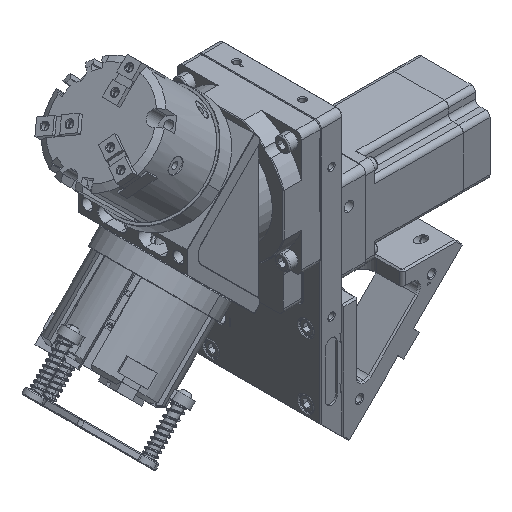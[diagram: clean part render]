
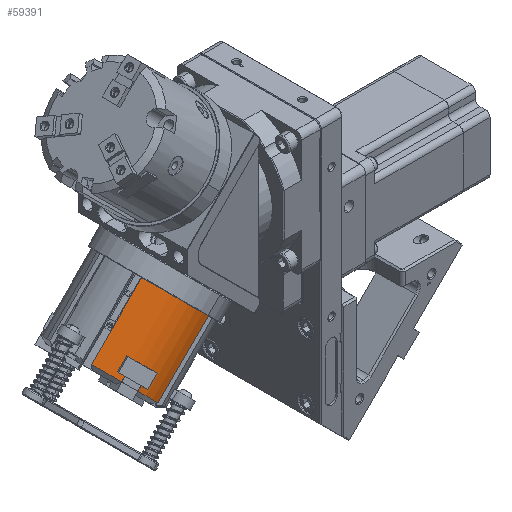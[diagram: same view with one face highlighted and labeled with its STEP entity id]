
A CAD part, isometric view. The second image highlights one B-rep face of the part: STEP entity #59391.
In plain terms, the highlighted cylindrical face has radius 35 mm (diameter 70 mm), a partial arc.
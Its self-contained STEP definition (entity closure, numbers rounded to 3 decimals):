
#1164 = FACE_OUTER_BOUND ( 'NONE', #52827, .T. ) ;
#4887 = AXIS2_PLACEMENT_3D ( 'NONE', #10951, #60118, #18002 ) ;
#6239 = LINE ( 'NONE', #87720, #78708 ) ;
#9921 = ORIENTED_EDGE ( 'NONE', *, *, #73274, .T. ) ;
#10951 = CARTESIAN_POINT ( 'NONE',  ( -86.103, 0.006, 35.496 ) ) ;
#11075 = CARTESIAN_POINT ( 'NONE',  ( -118.693, -34.809, -2.186 ) ) ;
#12310 = CARTESIAN_POINT ( 'NONE',  ( -143.829, -14.289, 22.951 ) ) ;
#17610 = VERTEX_POINT ( 'NONE', #12310 ) ;
#18002 = DIRECTION ( 'NONE',  ( 0.612, -0.5, -0.612 ) ) ;
#20546 = DIRECTION ( 'NONE',  ( 0.707, 0., 0.707 ) ) ;
#21496 = VERTEX_POINT ( 'NONE', #11075 ) ;
#21784 = AXIS2_PLACEMENT_3D ( 'NONE', #62661, #20546, #69747 ) ;
#23307 = VERTEX_POINT ( 'NONE', #59209 ) ;
#37724 = ORIENTED_EDGE ( 'NONE', *, *, #39022, .T. ) ;
#39022 = EDGE_CURVE ( 'NONE', #23307, #46091, #81653, .T. ) ;
#43998 = EDGE_CURVE ( 'NONE', #46091, #17610, #6239, .T. ) ;
#46091 = VERTEX_POINT ( 'NONE', #87681 ) ;
#46189 = ORIENTED_EDGE ( 'NONE', *, *, #52755, .T. ) ;
#52755 = EDGE_CURVE ( 'NONE', #17610, #21496, #78843, .T. ) ;
#52827 = EDGE_LOOP ( 'NONE', ( #37724, #55338, #46189, #9921 ) ) ;
#55338 = ORIENTED_EDGE ( 'NONE', *, *, #43998, .T. ) ;
#59209 = CARTESIAN_POINT ( 'NONE',  ( -83.557, -34.809, 32.95 ) ) ;
#59391 = ADVANCED_FACE ( 'NONE', ( #1164 ), #89211, .T. ) ;
#60118 = DIRECTION ( 'NONE',  ( -0.707, 0., -0.707 ) ) ;
#62661 = CARTESIAN_POINT ( 'NONE',  ( -121.239, 0.006, 0.36 ) ) ;
#66868 = DIRECTION ( 'NONE',  ( -0.707, 0., -0.707 ) ) ;
#67922 = LINE ( 'NONE', #82102, #82151 ) ;
#69747 = DIRECTION ( 'NONE',  ( 0.612, -0.5, -0.612 ) ) ;
#73274 = EDGE_CURVE ( 'NONE', #21496, #23307, #67922, .T. ) ;
#74427 = AXIS2_PLACEMENT_3D ( 'NONE', #86137, #79362, #86444 ) ;
#78708 = VECTOR ( 'NONE', #66868, 1000. ) ;
#78843 = CIRCLE ( 'NONE', #21784, 35. ) ;
#79362 = DIRECTION ( 'NONE',  ( 0.707, 0., 0.707 ) ) ;
#81653 = CIRCLE ( 'NONE', #4887, 35. ) ;
#82102 = CARTESIAN_POINT ( 'NONE',  ( -120.326, -34.809, -3.819 ) ) ;
#82151 = VECTOR ( 'NONE', #89173, 1000. ) ;
#86137 = CARTESIAN_POINT ( 'NONE',  ( -122.872, 0.006, -1.273 ) ) ;
#86444 = DIRECTION ( 'NONE',  ( 0.612, -0.5, -0.612 ) ) ;
#87681 = CARTESIAN_POINT ( 'NONE',  ( -108.693, -14.289, 58.087 ) ) ;
#87720 = CARTESIAN_POINT ( 'NONE',  ( -179.404, -14.289, -12.624 ) ) ;
#89173 = DIRECTION ( 'NONE',  ( 0.707, 0., 0.707 ) ) ;
#89211 = CYLINDRICAL_SURFACE ( 'NONE', #74427, 35. ) ;
